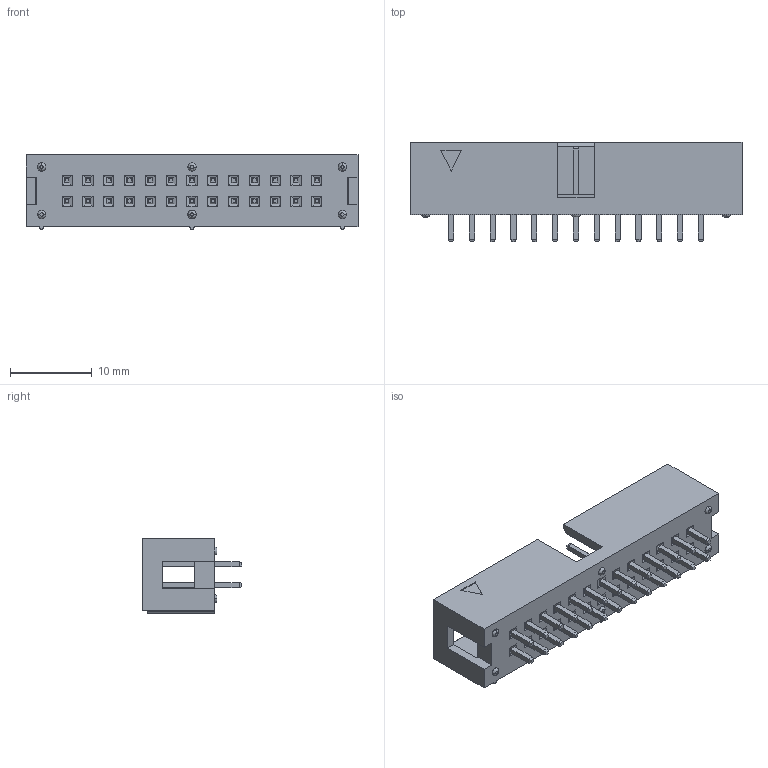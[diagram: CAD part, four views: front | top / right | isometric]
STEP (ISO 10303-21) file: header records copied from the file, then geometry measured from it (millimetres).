
FILE_DESCRIPTION (( 'STEP AP203' ), '1' );
FILE_NAME ('11091, SBH11-_BPC-D13-ST-_ _.STEP', '2015-09-01T07:39:30', ( 'LUANN HERRING' ), ( 'SULLINS' ), 'SwSTEP 2.0', 'SolidWorks 2015', '' );
FILE_SCHEMA (( 'CONFIG_CONTROL_DESIGN' ));
Length unit declared in the file: millimetre
Products named in the file (2): 11091, SBH11-_BPC-D13-ST-_ _
Bounding box: 40.52 x 12.1 x 9.1 mm (x, y, z)
Volume: 1545.6 mm3; surface area: 2682 mm2
Topology: 1 solids, 1 shells, 636 faces, 1422 edges, 843 vertices
Faces by surface type: plane 620, torus 8, bspline 4, cylinder 4
Entity records: 17108 total; most frequent: CARTESIAN_POINT 2992, ORIENTED_EDGE 2844, DIRECTION 2725, EDGE_CURVE 1422, LINE 1377, VECTOR 1377, VERTEX_POINT 843, EDGE_LOOP 695
